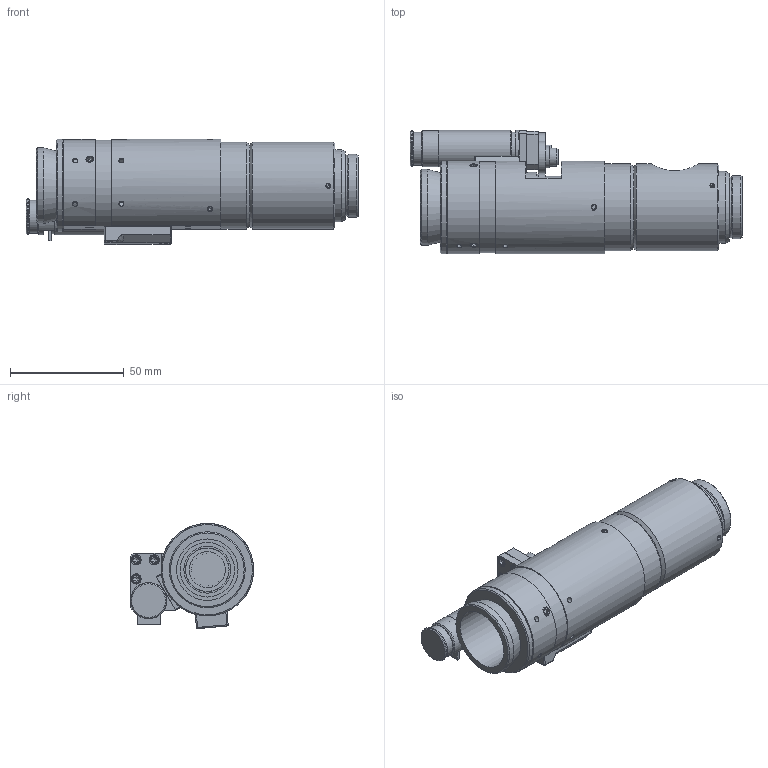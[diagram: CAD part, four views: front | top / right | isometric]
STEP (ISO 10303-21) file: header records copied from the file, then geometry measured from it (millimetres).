
FILE_DESCRIPTION((''),'2;1');
FILE_NAME('62608_0.stp','2005-11-30T10:07:53',('PODLENA'),(''),'Autodesk Inventor 10','Autodesk Inventor 10','');
FILE_SCHEMA(('AUTOMOTIVE_DESIGN { 1 0 10303 214 1 1 1 1 }'));
Length unit declared in the file: inch
Products named in the file (38): 62608_0; 7036; 7015; 62327; 7449; 62514_0; 60404; 62321; 62322; 62330; 62325; 60403-R; 60398; 7040; 7004; 7108; 60399-R; 60400; 7183; 62565; 60976; 62326; 62326-1; DN6848S; ECS-T1CY105R; ECJ-2VF1H104Z; 62804; 61337-R; 61337-R-1; 61337-R-2; 63058_0; 60755; 60754; 60756; 60126; 60753; 60639; 7001
Assembly tree (54 placements, depth 4):
  62608_0
    7036  x2
    7015
    62327
    7449  x3
    62514_0
      60404
      62321
      62322
        62330
        62325  x2
        60403-R
      60398
      7036  x3
      7040  x4
      7004  x3
      7108  x3
      60399-R
      60400
      7183
    62565
      60976
      62326
        62326-1
        DN6848S  x2
        ECS-T1CY105R
        ECJ-2VF1H104Z
      62804
    61337-R
      61337-R-1
      61337-R-2
    63058_0
      60755
      60754
        60756
        60126
      60753
      60639
      7001  x3
Bounding box: 145.77 x 54.1 x 46.17 mm (x, y, z)
Volume: 92026.2 mm3; surface area: 62688.1 mm2
Topology: 47 solids, 47 shells, 902 faces, 2154 edges, 1407 vertices
Faces by surface type: plane 579, cylinder 145, cone 85, bspline 84, sphere 9
Full cylindrical faces by diameter (mm): 2.159 x8, 2.184 x16, 2.845 x15, 2.997 x2, 3.302 x3, 3.556 x5, 4.166 x4, 4.267 x3, 4.75 x1, 4.757 x2, 4.78 x1, 6.35 x1, 7.01 x2, 7.938 x1, 9.525 x2, 10.109 x1, 10.16 x1, 13.843 x1, 13.868 x1, 13.97 x1, 14.11 x1, 14.122 x1, 14.351 x1, 14.503 x1, 14.986 x1, 15.011 x1, 15.037 x1, 15.494 x1, 15.5 x1, 15.875 x2
Entity records: 20986 total; most frequent: CARTESIAN_POINT 6532, DIRECTION 2722, ORIENTED_EDGE 2482, EDGE_CURVE 1241, AXIS2_PLACEMENT_3D 983, EDGE_LOOP 972, VERTEX_POINT 923, VECTOR 756
